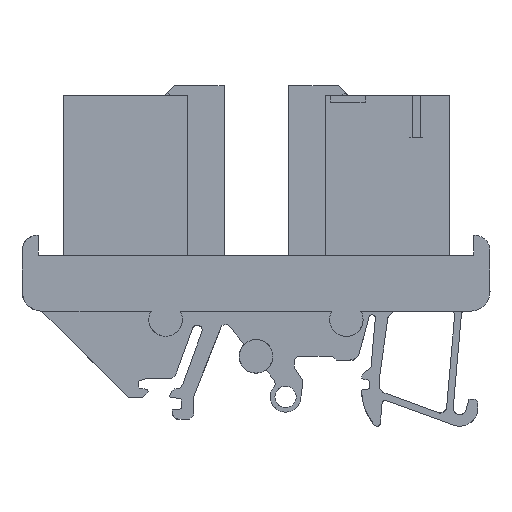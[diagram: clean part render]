
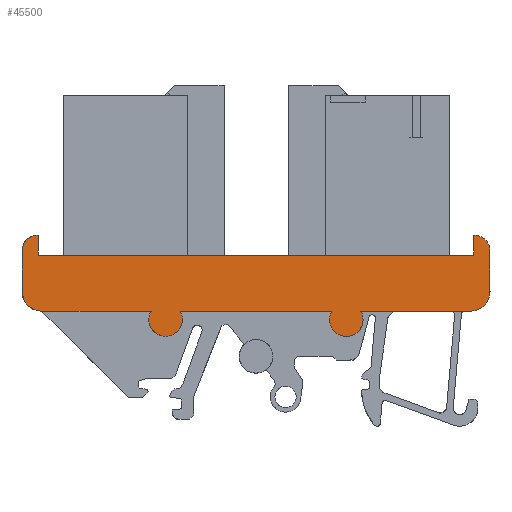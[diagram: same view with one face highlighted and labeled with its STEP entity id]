
A CAD part, left-side view. The second image highlights one B-rep face of the part: STEP entity #45500.
In plain terms, the highlighted planar face has unit normal (-1, 0, 0).
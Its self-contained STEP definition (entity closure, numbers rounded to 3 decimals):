
#305=AXIS2_PLACEMENT_3D('Circle Axis2P3D',#303,#304,$) ;
#350=AXIS2_PLACEMENT_3D('Circle Axis2P3D',#348,#349,$) ;
#384=AXIS2_PLACEMENT_3D('Circle Axis2P3D',#382,#383,$) ;
#7141=AXIS2_PLACEMENT_3D('Circle Axis2P3D',#7139,#7140,$) ;
#7159=AXIS2_PLACEMENT_3D('Circle Axis2P3D',#7157,#7158,$) ;
#7237=AXIS2_PLACEMENT_3D('Circle Axis2P3D',#7235,#7236,$) ;
#45434=AXIS2_PLACEMENT_3D('Plane Axis2P3D',#45431,#45432,#45433) ;
#45438=AXIS2_PLACEMENT_3D('Circle Axis2P3D',#45436,#45437,$) ;
#45450=AXIS2_PLACEMENT_3D('Circle Axis2P3D',#45448,#45449,$) ;
#300=CARTESIAN_POINT('Vertex',(0.,23.982,15.949)) ;
#303=CARTESIAN_POINT('Axis2P3D Location',(0.,21.482,15.949)) ;
#307=CARTESIAN_POINT('Vertex',(0.,23.647,17.199)) ;
#345=CARTESIAN_POINT('Vertex',(0.,18.982,15.949)) ;
#348=CARTESIAN_POINT('Axis2P3D Location',(0.,21.482,15.949)) ;
#379=CARTESIAN_POINT('Vertex',(0.,51.025,15.955)) ;
#382=CARTESIAN_POINT('Axis2P3D Location',(0.,48.525,15.955)) ;
#386=CARTESIAN_POINT('Vertex',(0.,50.693,17.199)) ;
#424=CARTESIAN_POINT('Vertex',(0.,46.025,15.955)) ;
#428=CARTESIAN_POINT('Control Point',(0.,46.025,15.955)) ;
#429=CARTESIAN_POINT('Control Point',(0.,46.025,15.17)) ;
#430=CARTESIAN_POINT('Control Point',(0.,46.333,14.384)) ;
#431=CARTESIAN_POINT('Control Point',(0.,46.954,13.764)) ;
#432=CARTESIAN_POINT('Control Point',(0.,48.525,13.147)) ;
#433=CARTESIAN_POINT('Control Point',(0.,50.096,13.764)) ;
#434=CARTESIAN_POINT('Control Point',(0.,50.716,14.384)) ;
#435=CARTESIAN_POINT('Control Point',(0.,51.025,15.17)) ;
#436=CARTESIAN_POINT('Control Point',(0.,51.025,15.955)) ;
#6546=CARTESIAN_POINT('Vertex',(0.,67.015,17.199)) ;
#6549=CARTESIAN_POINT('Line Origine',(0.,67.047,17.199)) ;
#6553=CARTESIAN_POINT('Vertex',(0.,67.08,17.199)) ;
#6821=CARTESIAN_POINT('Control Point',(0.,67.08,17.199)) ;
#6822=CARTESIAN_POINT('Control Point',(0.,68.002,17.212)) ;
#6823=CARTESIAN_POINT('Control Point',(0.,68.92,17.582)) ;
#6824=CARTESIAN_POINT('Control Point',(0.,69.642,18.314)) ;
#6825=CARTESIAN_POINT('Control Point',(0.,70.,19.237)) ;
#6826=CARTESIAN_POINT('Control Point',(0.,70.,20.159)) ;
#6827=CARTESIAN_POINT('Vertex',(0.,70.,20.159)) ;
#6867=CARTESIAN_POINT('Vertex',(0.,70.,26.258)) ;
#6887=CARTESIAN_POINT('Line Origine',(0.,70.,23.209)) ;
#6919=CARTESIAN_POINT('Control Point',(0.,70.,26.258)) ;
#6920=CARTESIAN_POINT('Control Point',(0.,70.,26.999)) ;
#6921=CARTESIAN_POINT('Control Point',(0.,69.701,27.741)) ;
#6922=CARTESIAN_POINT('Control Point',(0.,69.096,28.317)) ;
#6923=CARTESIAN_POINT('Control Point',(0.,68.34,28.58)) ;
#6924=CARTESIAN_POINT('Control Point',(0.,67.6,28.544)) ;
#6925=CARTESIAN_POINT('Vertex',(0.,67.6,28.544)) ;
#6956=CARTESIAN_POINT('Line Origine',(0.,67.6,27.065)) ;
#6960=CARTESIAN_POINT('Vertex',(0.,67.6,25.586)) ;
#7052=CARTESIAN_POINT('Line Origine',(0.,2.4,27.065)) ;
#7056=CARTESIAN_POINT('Vertex',(0.,2.4,25.586)) ;
#7058=CARTESIAN_POINT('Vertex',(0.,2.4,28.544)) ;
#7129=CARTESIAN_POINT('Vertex',(0.,2.289,28.547)) ;
#7139=CARTESIAN_POINT('Axis2P3D Location',(0.,2.289,26.258)) ;
#7157=CARTESIAN_POINT('Axis2P3D Location',(0.,2.289,26.258)) ;
#7161=CARTESIAN_POINT('Vertex',(0.,0.,26.258)) ;
#7189=CARTESIAN_POINT('Line Origine',(0.,0.,23.209)) ;
#7193=CARTESIAN_POINT('Vertex',(0.,0.,20.159)) ;
#7235=CARTESIAN_POINT('Axis2P3D Location',(0.,2.961,20.159)) ;
#7239=CARTESIAN_POINT('Vertex',(0.,2.91,17.199)) ;
#45431=CARTESIAN_POINT('Axis2P3D Location',(0.,35.,17.199)) ;
#45436=CARTESIAN_POINT('Axis2P3D Location',(0.,48.525,15.955)) ;
#45440=CARTESIAN_POINT('Vertex',(0.,46.356,17.199)) ;
#45443=CARTESIAN_POINT('Line Origine',(0.,35.002,17.199)) ;
#45448=CARTESIAN_POINT('Axis2P3D Location',(0.,21.482,15.949)) ;
#45452=CARTESIAN_POINT('Vertex',(0.,19.317,17.199)) ;
#45455=CARTESIAN_POINT('Line Origine',(0.,11.553,17.199)) ;
#45459=CARTESIAN_POINT('Vertex',(0.,3.79,17.199)) ;
#45462=CARTESIAN_POINT('Line Origine',(0.,3.35,17.199)) ;
#45467=CARTESIAN_POINT('Line Origine',(0.,35.,25.586)) ;
#45472=CARTESIAN_POINT('Line Origine',(0.,58.854,17.199)) ;
#304=DIRECTION('Axis2P3D Direction',(-1.,0.,0.)) ;
#349=DIRECTION('Axis2P3D Direction',(-1.,0.,0.)) ;
#383=DIRECTION('Axis2P3D Direction',(-1.,0.,0.)) ;
#6550=DIRECTION('Vector Direction',(0.,-1.,0.)) ;
#6888=DIRECTION('Vector Direction',(0.,0.,1.)) ;
#6957=DIRECTION('Vector Direction',(0.,0.,-1.)) ;
#7053=DIRECTION('Vector Direction',(0.,0.,1.)) ;
#7140=DIRECTION('Axis2P3D Direction',(1.,0.,0.)) ;
#7158=DIRECTION('Axis2P3D Direction',(1.,0.,0.)) ;
#7190=DIRECTION('Vector Direction',(0.,0.,-1.)) ;
#7236=DIRECTION('Axis2P3D Direction',(1.,0.,0.)) ;
#45432=DIRECTION('Axis2P3D Direction',(1.,0.,0.)) ;
#45433=DIRECTION('Axis2P3D XDirection',(0.,1.,0.)) ;
#45437=DIRECTION('Axis2P3D Direction',(1.,0.,0.)) ;
#45444=DIRECTION('Vector Direction',(0.,1.,0.)) ;
#45449=DIRECTION('Axis2P3D Direction',(1.,0.,0.)) ;
#45456=DIRECTION('Vector Direction',(0.,1.,0.)) ;
#45463=DIRECTION('Vector Direction',(0.,1.,0.)) ;
#45468=DIRECTION('Vector Direction',(0.,-1.,0.)) ;
#45473=DIRECTION('Vector Direction',(0.,1.,0.)) ;
#6551=VECTOR('Line Direction',#6550,1.) ;
#6889=VECTOR('Line Direction',#6888,1.) ;
#6958=VECTOR('Line Direction',#6957,1.) ;
#7054=VECTOR('Line Direction',#7053,1.) ;
#7191=VECTOR('Line Direction',#7190,1.) ;
#45445=VECTOR('Line Direction',#45444,1.) ;
#45457=VECTOR('Line Direction',#45456,1.) ;
#45464=VECTOR('Line Direction',#45463,1.) ;
#45469=VECTOR('Line Direction',#45468,1.) ;
#45474=VECTOR('Line Direction',#45473,1.) ;
#45478=ORIENTED_EDGE('',*,*,#45442,.F.) ;
#45479=ORIENTED_EDGE('',*,*,#45447,.F.) ;
#45480=ORIENTED_EDGE('',*,*,#309,.F.) ;
#45481=ORIENTED_EDGE('',*,*,#352,.F.) ;
#45482=ORIENTED_EDGE('',*,*,#45454,.F.) ;
#45483=ORIENTED_EDGE('',*,*,#45461,.F.) ;
#45484=ORIENTED_EDGE('',*,*,#45466,.F.) ;
#45485=ORIENTED_EDGE('',*,*,#7241,.F.) ;
#45486=ORIENTED_EDGE('',*,*,#7195,.F.) ;
#45487=ORIENTED_EDGE('',*,*,#7163,.F.) ;
#45488=ORIENTED_EDGE('',*,*,#7143,.F.) ;
#45489=ORIENTED_EDGE('',*,*,#7060,.F.) ;
#45490=ORIENTED_EDGE('',*,*,#45471,.F.) ;
#45491=ORIENTED_EDGE('',*,*,#6962,.F.) ;
#45492=ORIENTED_EDGE('',*,*,#6927,.F.) ;
#45493=ORIENTED_EDGE('',*,*,#6891,.F.) ;
#45494=ORIENTED_EDGE('',*,*,#6829,.F.) ;
#45495=ORIENTED_EDGE('',*,*,#6555,.T.) ;
#45496=ORIENTED_EDGE('',*,*,#45476,.F.) ;
#45497=ORIENTED_EDGE('',*,*,#388,.F.) ;
#45498=ORIENTED_EDGE('',*,*,#437,.F.) ;
#45500=ADVANCED_FACE('NONE',(#45499),#45435,.F.) ;
#427=B_SPLINE_CURVE_WITH_KNOTS('',5,(#428,#429,#430,#431,#432,#433,#434,#435,#436),.UNSPECIFIED.,.F.,.U.,(6,3,6),(-3.927,0.,3.927),.UNSPECIFIED.) ;
#6820=B_SPLINE_CURVE_WITH_KNOTS('',5,(#6821,#6822,#6823,#6824,#6825,#6826),.UNSPECIFIED.,.F.,.U.,(6,6),(0.,4.852),.UNSPECIFIED.) ;
#6918=B_SPLINE_CURVE_WITH_KNOTS('',5,(#6919,#6920,#6921,#6922,#6923,#6924),.UNSPECIFIED.,.F.,.U.,(6,6),(0.,3.918),.UNSPECIFIED.) ;
#306=CIRCLE('generated circle',#305,2.5) ;
#351=CIRCLE('generated circle',#350,2.5) ;
#385=CIRCLE('generated circle',#384,2.5) ;
#7142=CIRCLE('generated circle',#7141,2.289) ;
#7160=CIRCLE('generated circle',#7159,2.289) ;
#7238=CIRCLE('generated circle',#7237,2.961) ;
#45439=CIRCLE('generated circle',#45438,2.5) ;
#45451=CIRCLE('generated circle',#45450,2.5) ;
#309=EDGE_CURVE('',#301,#308,#306,.F.) ;
#352=EDGE_CURVE('',#346,#301,#351,.F.) ;
#388=EDGE_CURVE('',#380,#387,#385,.F.) ;
#437=EDGE_CURVE('',#425,#380,#427,.T.) ;
#6555=EDGE_CURVE('',#6554,#6547,#6552,.T.) ;
#6829=EDGE_CURVE('',#6554,#6828,#6820,.T.) ;
#6891=EDGE_CURVE('',#6828,#6868,#6890,.T.) ;
#6927=EDGE_CURVE('',#6868,#6926,#6918,.T.) ;
#6962=EDGE_CURVE('',#6926,#6961,#6959,.T.) ;
#7060=EDGE_CURVE('',#7057,#7059,#7055,.T.) ;
#7143=EDGE_CURVE('',#7059,#7130,#7142,.T.) ;
#7163=EDGE_CURVE('',#7130,#7162,#7160,.T.) ;
#7195=EDGE_CURVE('',#7162,#7194,#7192,.T.) ;
#7241=EDGE_CURVE('',#7194,#7240,#7238,.T.) ;
#45442=EDGE_CURVE('',#45441,#425,#45439,.T.) ;
#45447=EDGE_CURVE('',#308,#45441,#45446,.T.) ;
#45454=EDGE_CURVE('',#45453,#346,#45451,.T.) ;
#45461=EDGE_CURVE('',#45460,#45453,#45458,.T.) ;
#45466=EDGE_CURVE('',#7240,#45460,#45465,.T.) ;
#45471=EDGE_CURVE('',#6961,#7057,#45470,.T.) ;
#45476=EDGE_CURVE('',#387,#6547,#45475,.T.) ;
#45477=EDGE_LOOP('',(#45478,#45479,#45480,#45481,#45482,#45483,#45484,#45485,#45486,#45487,#45488,#45489,#45490,#45491,#45492,#45493,#45494,#45495,#45496,#45497,#45498)) ;
#45499=FACE_OUTER_BOUND('',#45477,.T.) ;
#6552=LINE('Line',#6549,#6551) ;
#6890=LINE('Line',#6887,#6889) ;
#6959=LINE('Line',#6956,#6958) ;
#7055=LINE('Line',#7052,#7054) ;
#7192=LINE('Line',#7189,#7191) ;
#45446=LINE('Line',#45443,#45445) ;
#45458=LINE('Line',#45455,#45457) ;
#45465=LINE('Line',#45462,#45464) ;
#45470=LINE('Line',#45467,#45469) ;
#45475=LINE('Line',#45472,#45474) ;
#45435=PLANE('',#45434) ;
#301=VERTEX_POINT('',#300) ;
#308=VERTEX_POINT('',#307) ;
#346=VERTEX_POINT('',#345) ;
#380=VERTEX_POINT('',#379) ;
#387=VERTEX_POINT('',#386) ;
#425=VERTEX_POINT('',#424) ;
#6547=VERTEX_POINT('',#6546) ;
#6554=VERTEX_POINT('',#6553) ;
#6828=VERTEX_POINT('',#6827) ;
#6868=VERTEX_POINT('',#6867) ;
#6926=VERTEX_POINT('',#6925) ;
#6961=VERTEX_POINT('',#6960) ;
#7057=VERTEX_POINT('',#7056) ;
#7059=VERTEX_POINT('',#7058) ;
#7130=VERTEX_POINT('',#7129) ;
#7162=VERTEX_POINT('',#7161) ;
#7194=VERTEX_POINT('',#7193) ;
#7240=VERTEX_POINT('',#7239) ;
#45441=VERTEX_POINT('',#45440) ;
#45453=VERTEX_POINT('',#45452) ;
#45460=VERTEX_POINT('',#45459) ;
